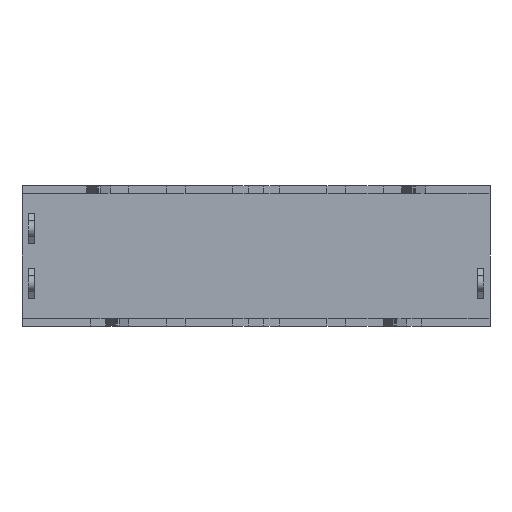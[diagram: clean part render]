
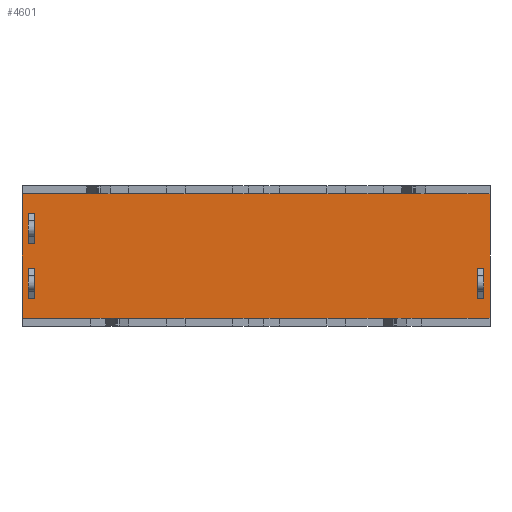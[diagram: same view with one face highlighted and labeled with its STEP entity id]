
A CAD part, front view. The second image highlights one B-rep face of the part: STEP entity #4601.
In plain terms, the highlighted planar face has unit normal (0, -1, 0).
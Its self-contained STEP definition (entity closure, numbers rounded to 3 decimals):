
#3914=DIRECTION('',(0.,0.,1.));
#3915=VECTOR('',#3914,8.);
#3916=CARTESIAN_POINT('',(-15.,0.,-4.));
#3917=LINE('',#3916,#3915);
#3918=DIRECTION('',(0.,0.,-1.));
#3919=VECTOR('',#3918,8.);
#3920=CARTESIAN_POINT('',(15.,0.,4.));
#3921=LINE('',#3920,#3919);
#3922=DIRECTION('',(0.,0.,1.));
#3923=VECTOR('',#3922,1.95);
#3924=CARTESIAN_POINT('',(-14.6,0.,-2.725));
#3925=LINE('',#3924,#3923);
#3926=DIRECTION('',(-1.,0.,0.));
#3927=VECTOR('',#3926,0.4);
#3928=CARTESIAN_POINT('',(-14.2,0.,-2.725));
#3929=LINE('',#3928,#3927);
#3930=DIRECTION('',(0.,0.,1.));
#3931=VECTOR('',#3930,1.95);
#3932=CARTESIAN_POINT('',(-14.2,0.,-2.725));
#3933=LINE('',#3932,#3931);
#3934=DIRECTION('',(-1.,0.,0.));
#3935=VECTOR('',#3934,0.4);
#3936=CARTESIAN_POINT('',(-14.2,0.,-0.775));
#3937=LINE('',#3936,#3935);
#3938=DIRECTION('',(0.,0.,1.));
#3939=VECTOR('',#3938,1.95);
#3940=CARTESIAN_POINT('',(-14.6,0.,0.775));
#3941=LINE('',#3940,#3939);
#3942=DIRECTION('',(-1.,0.,0.));
#3943=VECTOR('',#3942,0.4);
#3944=CARTESIAN_POINT('',(-14.2,0.,0.775));
#3945=LINE('',#3944,#3943);
#3946=DIRECTION('',(0.,0.,1.));
#3947=VECTOR('',#3946,1.95);
#3948=CARTESIAN_POINT('',(-14.2,0.,0.775));
#3949=LINE('',#3948,#3947);
#3950=DIRECTION('',(-1.,0.,0.));
#3951=VECTOR('',#3950,0.4);
#3952=CARTESIAN_POINT('',(-14.2,0.,2.725));
#3953=LINE('',#3952,#3951);
#3954=DIRECTION('',(0.,0.,-1.));
#3955=VECTOR('',#3954,1.95);
#3956=CARTESIAN_POINT('',(14.6,0.,-0.775));
#3957=LINE('',#3956,#3955);
#3958=DIRECTION('',(1.,0.,0.));
#3959=VECTOR('',#3958,0.4);
#3960=CARTESIAN_POINT('',(14.2,0.,-0.775));
#3961=LINE('',#3960,#3959);
#3962=DIRECTION('',(0.,0.,-1.));
#3963=VECTOR('',#3962,1.95);
#3964=CARTESIAN_POINT('',(14.2,0.,-0.775));
#3965=LINE('',#3964,#3963);
#3966=DIRECTION('',(1.,0.,0.));
#3967=VECTOR('',#3966,0.4);
#3968=CARTESIAN_POINT('',(14.2,0.,-2.725));
#3969=LINE('',#3968,#3967);
#3974=DIRECTION('',(1.,0.,0.));
#3975=VECTOR('',#3974,30.);
#3976=CARTESIAN_POINT('',(-15.,0.,-4.));
#3977=LINE('',#3976,#3975);
#4138=DIRECTION('',(-1.,0.,0.));
#4139=VECTOR('',#4138,30.);
#4140=CARTESIAN_POINT('',(15.,0.,4.));
#4141=LINE('',#4140,#4139);
#4404=CARTESIAN_POINT('',(15.,0.,4.));
#4405=CARTESIAN_POINT('',(15.,0.,-4.));
#4406=VERTEX_POINT('',#4404);
#4407=VERTEX_POINT('',#4405);
#4408=CARTESIAN_POINT('',(-15.,0.,-4.));
#4409=CARTESIAN_POINT('',(-15.,0.,4.));
#4410=VERTEX_POINT('',#4408);
#4411=VERTEX_POINT('',#4409);
#4460=CARTESIAN_POINT('',(-14.6,0.,-2.725));
#4461=CARTESIAN_POINT('',(-14.6,0.,-0.775));
#4462=VERTEX_POINT('',#4460);
#4463=VERTEX_POINT('',#4461);
#4464=CARTESIAN_POINT('',(-14.6,0.,0.775));
#4465=CARTESIAN_POINT('',(-14.6,0.,2.725));
#4466=VERTEX_POINT('',#4464);
#4467=VERTEX_POINT('',#4465);
#4468=CARTESIAN_POINT('',(-14.2,0.,-2.725));
#4469=CARTESIAN_POINT('',(-14.2,0.,-0.775));
#4470=VERTEX_POINT('',#4468);
#4471=VERTEX_POINT('',#4469);
#4472=CARTESIAN_POINT('',(-14.2,0.,0.775));
#4473=CARTESIAN_POINT('',(-14.2,0.,2.725));
#4474=VERTEX_POINT('',#4472);
#4475=VERTEX_POINT('',#4473);
#4476=CARTESIAN_POINT('',(14.6,0.,-0.775));
#4477=CARTESIAN_POINT('',(14.6,0.,-2.725));
#4478=VERTEX_POINT('',#4476);
#4479=VERTEX_POINT('',#4477);
#4480=CARTESIAN_POINT('',(14.2,0.,-0.775));
#4481=CARTESIAN_POINT('',(14.2,0.,-2.725));
#4482=VERTEX_POINT('',#4480);
#4483=VERTEX_POINT('',#4481);
#4556=CARTESIAN_POINT('',(0.,0.,0.));
#4557=DIRECTION('',(0.,1.,0.));
#4558=DIRECTION('',(1.,0.,0.));
#4559=AXIS2_PLACEMENT_3D('',#4556,#4557,#4558);
#4560=PLANE('',#4559);
#4562=ORIENTED_EDGE('',*,*,#4561,.F.);
#4564=ORIENTED_EDGE('',*,*,#4563,.T.);
#4566=ORIENTED_EDGE('',*,*,#4565,.F.);
#4568=ORIENTED_EDGE('',*,*,#4567,.T.);
#4569=EDGE_LOOP('',(#4562,#4564,#4566,#4568));
#4570=FACE_OUTER_BOUND('',#4569,.F.);
#4572=ORIENTED_EDGE('',*,*,#4571,.F.);
#4574=ORIENTED_EDGE('',*,*,#4573,.F.);
#4576=ORIENTED_EDGE('',*,*,#4575,.T.);
#4578=ORIENTED_EDGE('',*,*,#4577,.T.);
#4579=EDGE_LOOP('',(#4572,#4574,#4576,#4578));
#4580=FACE_BOUND('',#4579,.F.);
#4582=ORIENTED_EDGE('',*,*,#4581,.F.);
#4584=ORIENTED_EDGE('',*,*,#4583,.F.);
#4586=ORIENTED_EDGE('',*,*,#4585,.T.);
#4588=ORIENTED_EDGE('',*,*,#4587,.T.);
#4589=EDGE_LOOP('',(#4582,#4584,#4586,#4588));
#4590=FACE_BOUND('',#4589,.F.);
#4592=ORIENTED_EDGE('',*,*,#4591,.F.);
#4594=ORIENTED_EDGE('',*,*,#4593,.F.);
#4596=ORIENTED_EDGE('',*,*,#4595,.T.);
#4598=ORIENTED_EDGE('',*,*,#4597,.T.);
#4599=EDGE_LOOP('',(#4592,#4594,#4596,#4598));
#4600=FACE_BOUND('',#4599,.F.);
#4601=ADVANCED_FACE('',(#4570,#4580,#4590,#4600),#4560,.F.);
#4561=EDGE_CURVE('',#4410,#4407,#3977,.T.);
#4563=EDGE_CURVE('',#4410,#4411,#3917,.T.);
#4565=EDGE_CURVE('',#4406,#4411,#4141,.T.);
#4567=EDGE_CURVE('',#4406,#4407,#3921,.T.);
#4571=EDGE_CURVE('',#4462,#4463,#3925,.T.);
#4573=EDGE_CURVE('',#4470,#4462,#3929,.T.);
#4575=EDGE_CURVE('',#4470,#4471,#3933,.T.);
#4577=EDGE_CURVE('',#4471,#4463,#3937,.T.);
#4581=EDGE_CURVE('',#4466,#4467,#3941,.T.);
#4583=EDGE_CURVE('',#4474,#4466,#3945,.T.);
#4585=EDGE_CURVE('',#4474,#4475,#3949,.T.);
#4587=EDGE_CURVE('',#4475,#4467,#3953,.T.);
#4591=EDGE_CURVE('',#4478,#4479,#3957,.T.);
#4593=EDGE_CURVE('',#4482,#4478,#3961,.T.);
#4595=EDGE_CURVE('',#4482,#4483,#3965,.T.);
#4597=EDGE_CURVE('',#4483,#4479,#3969,.T.);
